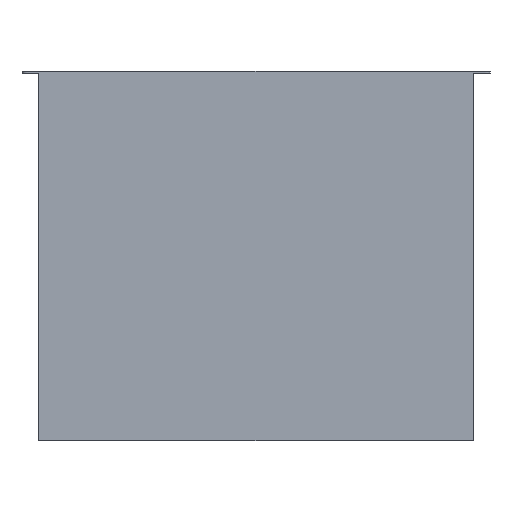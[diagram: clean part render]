
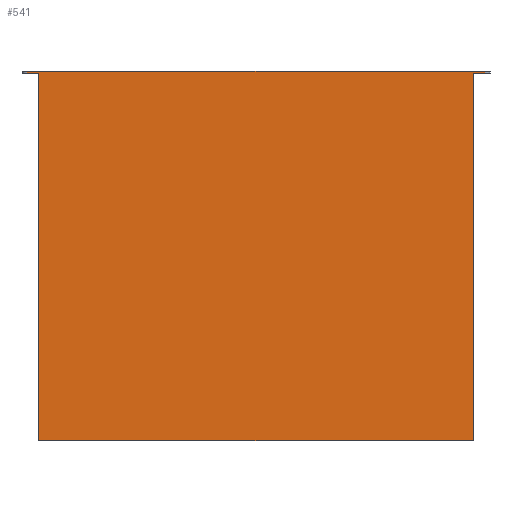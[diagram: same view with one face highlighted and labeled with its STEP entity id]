
A CAD part, top view. The second image highlights one B-rep face of the part: STEP entity #541.
In plain terms, the highlighted planar face has unit normal (0, 0, 1).
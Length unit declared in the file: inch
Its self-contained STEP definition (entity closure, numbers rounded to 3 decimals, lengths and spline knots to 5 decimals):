
#17 = ORIENTED_EDGE ( 'NONE', *, *, #1545, .T. ) ;
#38 = AXIS2_PLACEMENT_3D ( 'NONE', #1383, #1259, #247 ) ;
#40 = CARTESIAN_POINT ( 'NONE',  ( 8.8189, -7.5, 0.03937 ) ) ;
#54 = EDGE_CURVE ( 'NONE', #1374, #1075, #268, .T. ) ;
#55 = LINE ( 'NONE', #979, #454 ) ;
#100 = LINE ( 'NONE', #960, #369 ) ;
#108 = VERTEX_POINT ( 'NONE', #40 ) ;
#124 = VERTEX_POINT ( 'NONE', #701 ) ;
#132 = EDGE_CURVE ( 'NONE', #1328, #1374, #100, .T. ) ;
#247 = DIRECTION ( 'NONE',  ( -1., 0., 0. ) ) ;
#268 = LINE ( 'NONE', #1326, #546 ) ;
#317 = DIRECTION ( 'NONE',  ( -1., 0., 0. ) ) ;
#340 = DIRECTION ( 'NONE',  ( 1., 0., 0. ) ) ;
#369 = VECTOR ( 'NONE', #317, 39.37008 ) ;
#383 = EDGE_CURVE ( 'NONE', #1075, #124, #633, .T. ) ;
#388 = FACE_OUTER_BOUND ( 'NONE', #831, .T. ) ;
#439 = LINE ( 'NONE', #690, #865 ) ;
#454 = VECTOR ( 'NONE', #1125, 39.37008 ) ;
#458 = LINE ( 'NONE', #1263, #1485 ) ;
#479 = LINE ( 'NONE', #597, #1506 ) ;
#540 = CARTESIAN_POINT ( 'NONE',  ( -8.8189, -7.5, 0.03937 ) ) ;
#541 = ADVANCED_FACE ( 'NONE', ( #388 ), #868, .F. ) ;
#546 = VECTOR ( 'NONE', #547, 39.37008 ) ;
#547 = DIRECTION ( 'NONE',  ( 0., -1., 0. ) ) ;
#594 = CARTESIAN_POINT ( 'NONE',  ( -9.31102, 7.5, 0.03937 ) ) ;
#597 = CARTESIAN_POINT ( 'NONE',  ( -8.8189, -7.5, 0.03937 ) ) ;
#633 = LINE ( 'NONE', #1127, #1112 ) ;
#678 = ORIENTED_EDGE ( 'NONE', *, *, #132, .T. ) ;
#690 = CARTESIAN_POINT ( 'NONE',  ( 9.31102, 7.5, 0.03937 ) ) ;
#701 = CARTESIAN_POINT ( 'NONE',  ( -8.8189, 7.42126, 0.03937 ) ) ;
#738 = EDGE_CURVE ( 'NONE', #834, #1328, #439, .T. ) ;
#812 = ORIENTED_EDGE ( 'NONE', *, *, #1459, .T. ) ;
#815 = DIRECTION ( 'NONE',  ( 0., 1., 0. ) ) ;
#831 = EDGE_LOOP ( 'NONE', ( #17, #867, #678, #950, #1397, #1448, #812, #1422 ) ) ;
#834 = VERTEX_POINT ( 'NONE', #1230 ) ;
#854 = DIRECTION ( 'NONE',  ( 1., 0., 0. ) ) ;
#865 = VECTOR ( 'NONE', #815, 39.37008 ) ;
#867 = ORIENTED_EDGE ( 'NONE', *, *, #738, .T. ) ;
#868 = PLANE ( 'NONE',  #38 ) ;
#874 = VERTEX_POINT ( 'NONE', #974 ) ;
#902 = CARTESIAN_POINT ( 'NONE',  ( -9.31102, 7.42126, 0.03937 ) ) ;
#917 = EDGE_CURVE ( 'NONE', #124, #1203, #479, .T. ) ;
#950 = ORIENTED_EDGE ( 'NONE', *, *, #54, .T. ) ;
#960 = CARTESIAN_POINT ( 'NONE',  ( -8.8189, 7.5, 0.03937 ) ) ;
#974 = CARTESIAN_POINT ( 'NONE',  ( 8.8189, 7.42126, 0.03937 ) ) ;
#979 = CARTESIAN_POINT ( 'NONE',  ( 8.8189, 7.42126, 0.03937 ) ) ;
#1075 = VERTEX_POINT ( 'NONE', #902 ) ;
#1083 = CARTESIAN_POINT ( 'NONE',  ( 9.31102, 7.5, 0.03937 ) ) ;
#1104 = LINE ( 'NONE', #1616, #1563 ) ;
#1112 = VECTOR ( 'NONE', #340, 39.37008 ) ;
#1125 = DIRECTION ( 'NONE',  ( 1., 0., 0. ) ) ;
#1127 = CARTESIAN_POINT ( 'NONE',  ( -8.8189, 7.42126, 0.03937 ) ) ;
#1130 = DIRECTION ( 'NONE',  ( 0., -1., 0. ) ) ;
#1165 = EDGE_CURVE ( 'NONE', #108, #874, #458, .T. ) ;
#1203 = VERTEX_POINT ( 'NONE', #540 ) ;
#1230 = CARTESIAN_POINT ( 'NONE',  ( 9.31102, 7.42126, 0.03937 ) ) ;
#1259 = DIRECTION ( 'NONE',  ( 0., 0., -1. ) ) ;
#1263 = CARTESIAN_POINT ( 'NONE',  ( 8.8189, -7.5, 0.03937 ) ) ;
#1326 = CARTESIAN_POINT ( 'NONE',  ( -9.31102, 7.42126, 0.03937 ) ) ;
#1328 = VERTEX_POINT ( 'NONE', #1083 ) ;
#1374 = VERTEX_POINT ( 'NONE', #594 ) ;
#1383 = CARTESIAN_POINT ( 'NONE',  ( 0., 0., 0.03937 ) ) ;
#1397 = ORIENTED_EDGE ( 'NONE', *, *, #383, .T. ) ;
#1422 = ORIENTED_EDGE ( 'NONE', *, *, #1165, .T. ) ;
#1448 = ORIENTED_EDGE ( 'NONE', *, *, #917, .T. ) ;
#1459 = EDGE_CURVE ( 'NONE', #1203, #108, #1104, .T. ) ;
#1485 = VECTOR ( 'NONE', #1529, 39.37008 ) ;
#1506 = VECTOR ( 'NONE', #1130, 39.37008 ) ;
#1529 = DIRECTION ( 'NONE',  ( 0., 1., 0. ) ) ;
#1545 = EDGE_CURVE ( 'NONE', #874, #834, #55, .T. ) ;
#1563 = VECTOR ( 'NONE', #854, 39.37008 ) ;
#1616 = CARTESIAN_POINT ( 'NONE',  ( -8.8189, -7.5, 0.03937 ) ) ;
